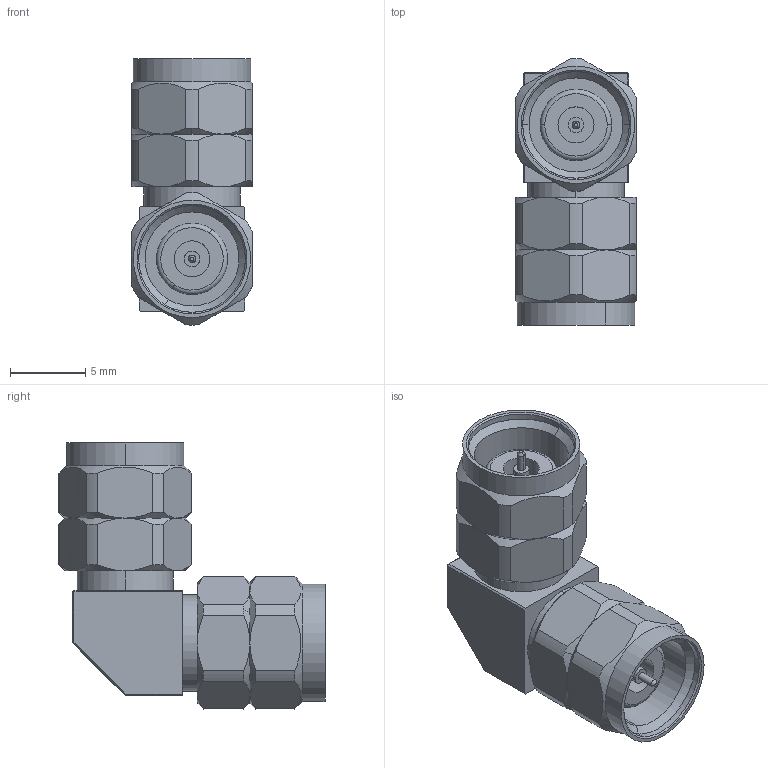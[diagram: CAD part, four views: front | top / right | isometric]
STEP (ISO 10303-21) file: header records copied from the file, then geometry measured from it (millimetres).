
FILE_DESCRIPTION (( 'STEP AP214' ), '1' );
FILE_NAME ('CT-2M2M-R-LN1.STEP', '2025-01-15T23:12:27', ( '' ), ( '' ), 'SwSTEP 2.0', 'SolidWorks 2021', '' );
FILE_SCHEMA (( 'AUTOMOTIVE_DESIGN' ));
Length unit declared in the file: inch
Products named in the file (1): CT-2M2M-R-LN1
Bounding box: 8 x 17.7 x 17.7 mm (x, y, z)
Volume: 972 mm3; surface area: 1831.3 mm2
Topology: 5 solids, 8 shells, 270 faces, 590 edges, 364 vertices
Faces by surface type: cylinder 105, plane 89, cone 72, torus 4
Entity records: 8441 total; most frequent: CARTESIAN_POINT 2366, DIRECTION 1320, ORIENTED_EDGE 1180, EDGE_CURVE 590, AXIS2_PLACEMENT_3D 551, VERTEX_POINT 364, EDGE_LOOP 306, CIRCLE 280
